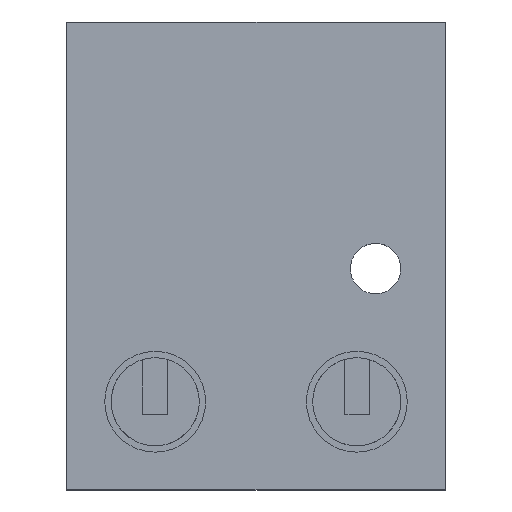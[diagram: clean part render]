
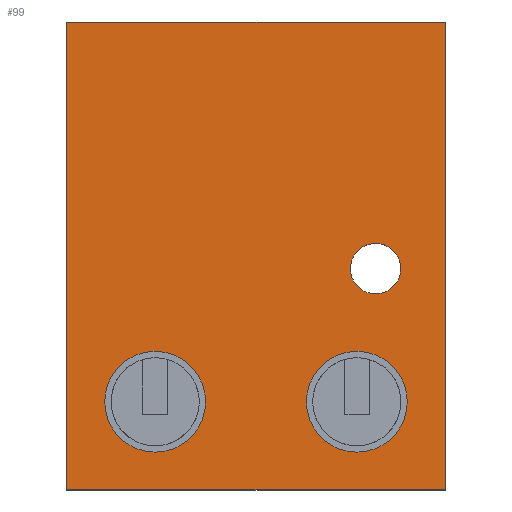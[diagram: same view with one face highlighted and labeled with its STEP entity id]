
A CAD part, top view. The second image highlights one B-rep face of the part: STEP entity #99.
In plain terms, the highlighted planar face has unit normal (0, 0, 1).
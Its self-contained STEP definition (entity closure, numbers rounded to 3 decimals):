
#27=CARTESIAN_POINT('',(433.,115.,55.));
#28=DIRECTION('',(0.,0.,-1.));
#29=DIRECTION('',(-1.,0.,0.));
#30=AXIS2_PLACEMENT_3D('',#27,#28,#29);
#31=PLANE('',#30);
#32=CARTESIAN_POINT('',(392.448,88.803,55.));
#33=VERTEX_POINT('',#32);
#34=CARTESIAN_POINT('',(402.448,88.803,55.));
#35=DIRECTION('',(-0.,-0.,1.));
#36=DIRECTION('',(-1.,0.,0.));
#37=AXIS2_PLACEMENT_3D('',#34,#35,#36);
#38=CIRCLE('',#37,10.);
#39=EDGE_CURVE('',#33,#33,#38,.T.);
#40=ORIENTED_EDGE('',*,*,#39,.F.);
#41=EDGE_LOOP('',(#40));
#42=FACE_BOUND('',#41,.T.);
#43=CARTESIAN_POINT('',(375.,36.,55.));
#44=VERTEX_POINT('',#43);
#45=CARTESIAN_POINT('',(395.,36.,55.));
#46=DIRECTION('',(-0.,-0.,1.));
#47=DIRECTION('',(-1.,0.,0.));
#48=AXIS2_PLACEMENT_3D('',#45,#46,#47);
#49=CIRCLE('',#48,20.);
#50=EDGE_CURVE('',#44,#44,#49,.T.);
#51=ORIENTED_EDGE('',*,*,#50,.F.);
#52=EDGE_LOOP('',(#51));
#53=FACE_BOUND('',#52,.T.);
#54=CARTESIAN_POINT('',(295.,36.,55.));
#55=VERTEX_POINT('',#54);
#56=CARTESIAN_POINT('',(315.,36.,55.));
#57=DIRECTION('',(-0.,-0.,1.));
#58=DIRECTION('',(-1.,0.,0.));
#59=AXIS2_PLACEMENT_3D('',#56,#57,#58);
#60=CIRCLE('',#59,20.);
#61=EDGE_CURVE('',#55,#55,#60,.T.);
#62=ORIENTED_EDGE('',*,*,#61,.F.);
#63=EDGE_LOOP('',(#62));
#64=FACE_BOUND('',#63,.T.);
#65=CARTESIAN_POINT('',(430.,186.673,55.));
#66=VERTEX_POINT('',#65);
#67=CARTESIAN_POINT('',(430.,1.,55.));
#68=VERTEX_POINT('',#67);
#69=CARTESIAN_POINT('',(430.,186.673,55.));
#70=DIRECTION('',(0.,-1.,0.));
#71=VECTOR('',#70,185.673);
#72=LINE('',#69,#71);
#73=EDGE_CURVE('',#66,#68,#72,.T.);
#74=ORIENTED_EDGE('',*,*,#73,.F.);
#75=CARTESIAN_POINT('',(280.,186.673,55.));
#76=VERTEX_POINT('',#75);
#77=CARTESIAN_POINT('',(280.,186.673,55.));
#78=DIRECTION('',(1.,0.,-0.));
#79=VECTOR('',#78,150.);
#80=LINE('',#77,#79);
#81=EDGE_CURVE('',#76,#66,#80,.T.);
#82=ORIENTED_EDGE('',*,*,#81,.F.);
#83=CARTESIAN_POINT('',(280.,1.,55.));
#84=VERTEX_POINT('',#83);
#85=CARTESIAN_POINT('',(280.,186.673,55.));
#86=DIRECTION('',(0.,-1.,0.));
#87=VECTOR('',#86,185.673);
#88=LINE('',#85,#87);
#89=EDGE_CURVE('',#76,#84,#88,.T.);
#90=ORIENTED_EDGE('',*,*,#89,.T.);
#91=CARTESIAN_POINT('',(430.,1.,55.));
#92=DIRECTION('',(-1.,0.,0.));
#93=VECTOR('',#92,150.);
#94=LINE('',#91,#93);
#95=EDGE_CURVE('',#68,#84,#94,.T.);
#96=ORIENTED_EDGE('',*,*,#95,.F.);
#97=EDGE_LOOP('',(#74,#82,#90,#96));
#98=FACE_BOUND('',#97,.T.);
#99=ADVANCED_FACE('',(#42,#53,#64,#98),#31,.F.);
